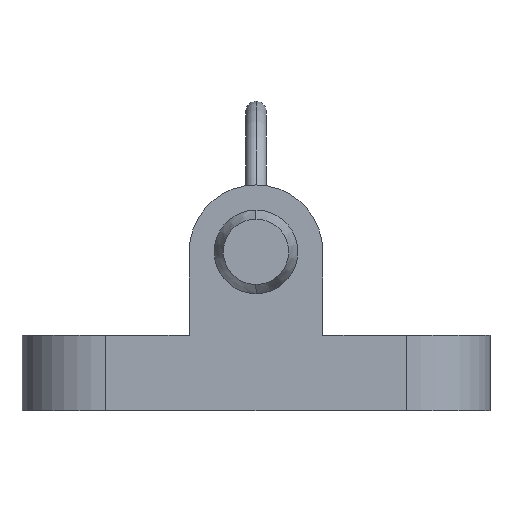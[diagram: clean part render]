
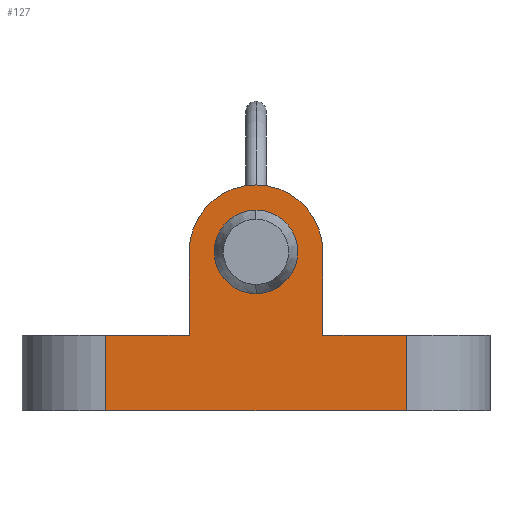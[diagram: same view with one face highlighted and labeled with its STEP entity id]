
A CAD part, left-side view. The second image highlights one B-rep face of the part: STEP entity #127.
In plain terms, the highlighted planar face has unit normal (-1, 0, 0).
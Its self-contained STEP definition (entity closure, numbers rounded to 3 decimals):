
#127=ADVANCED_FACE('',(#276,#277),#278,.T.);
#276=FACE_BOUND('',#460,.T.);
#277=FACE_OUTER_BOUND('',#461,.T.);
#278=PLANE('',#462);
#460=EDGE_LOOP('',(#726,#727));
#461=EDGE_LOOP('',(#728,#729,#730,#731,#732,#733,#734,#735,#736));
#462=AXIS2_PLACEMENT_3D('',#737,#738,#739);
#726=ORIENTED_EDGE('',*,*,#1088,.T.);
#727=ORIENTED_EDGE('',*,*,#1078,.T.);
#728=ORIENTED_EDGE('',*,*,#1104,.T.);
#729=ORIENTED_EDGE('',*,*,#1095,.F.);
#730=ORIENTED_EDGE('',*,*,#1101,.T.);
#731=ORIENTED_EDGE('',*,*,#1073,.T.);
#732=ORIENTED_EDGE('',*,*,#1098,.T.);
#733=ORIENTED_EDGE('',*,*,#1119,.T.);
#734=ORIENTED_EDGE('',*,*,#1126,.F.);
#735=ORIENTED_EDGE('',*,*,#1127,.F.);
#736=ORIENTED_EDGE('',*,*,#1128,.T.);
#737=CARTESIAN_POINT('',(0.,0.0,-9.5));
#738=DIRECTION('',(-1.0,0.,0.0));
#739=DIRECTION('',(0.,-1.0,-0.0));
#1073=EDGE_CURVE('',#1279,#1283,#1285,.T.);
#1078=EDGE_CURVE('',#1288,#1292,#1294,.T.);
#1088=EDGE_CURVE('',#1292,#1288,#1308,.T.);
#1095=EDGE_CURVE('',#1317,#1313,#1319,.T.);
#1098=EDGE_CURVE('',#1283,#1321,#1324,.T.);
#1101=EDGE_CURVE('',#1317,#1279,#1327,.T.);
#1104=EDGE_CURVE('',#1330,#1313,#1331,.T.);
#1119=EDGE_CURVE('',#1321,#1353,#1355,.T.);
#1126=EDGE_CURVE('',#1364,#1353,#1365,.T.);
#1127=EDGE_CURVE('',#1366,#1364,#1367,.T.);
#1128=EDGE_CURVE('',#1366,#1330,#1368,.T.);
#1279=VERTEX_POINT('',#1561);
#1283=VERTEX_POINT('',#1566);
#1285=CIRCLE('',#1569,4.0);
#1288=VERTEX_POINT('',#1572);
#1292=VERTEX_POINT('',#1577);
#1294=CIRCLE('',#1580,2.5);
#1308=CIRCLE('',#1596,2.5);
#1313=VERTEX_POINT('',#1601);
#1317=VERTEX_POINT('',#1607);
#1319=LINE('',#1610,#1611);
#1321=VERTEX_POINT('',#1613);
#1324=LINE('',#1617,#1618);
#1327=CIRCLE('',#1622,4.0);
#1330=VERTEX_POINT('',#1625);
#1331=LINE('',#1626,#1627);
#1353=VERTEX_POINT('',#1655);
#1355=LINE('',#1657,#1658);
#1364=VERTEX_POINT('',#1669);
#1365=LINE('',#1670,#1671);
#1366=VERTEX_POINT('',#1672);
#1367=LINE('',#1673,#1674);
#1368=LINE('',#1675,#1676);
#1561=CARTESIAN_POINT('',(0.0,0.,4.0));
#1566=CARTESIAN_POINT('',(0.0,4.0,0.0));
#1569=AXIS2_PLACEMENT_3D('',#1983,#1984,#1985);
#1572=CARTESIAN_POINT('',(0.,0.,-2.5));
#1577=CARTESIAN_POINT('',(0.,0.,2.5));
#1580=AXIS2_PLACEMENT_3D('',#1991,#1992,#1993);
#1596=AXIS2_PLACEMENT_3D('',#2008,#2009,#2010);
#1601=CARTESIAN_POINT('',(0.,-4.0,-5.0));
#1607=CARTESIAN_POINT('',(0.0,-4.0,0.0));
#1610=CARTESIAN_POINT('',(0.0,-4.0,-4.75));
#1611=VECTOR('',#2017,1.0);
#1613=CARTESIAN_POINT('',(0.,4.0,-5.0));
#1617=CARTESIAN_POINT('',(0.0,4.0,-4.75));
#1618=VECTOR('',#2019,1.0);
#1622=AXIS2_PLACEMENT_3D('',#2021,#2022,#2023);
#1625=CARTESIAN_POINT('',(0.,-9.0,-5.0));
#1626=CARTESIAN_POINT('',(0.,-9.0,-5.0));
#1627=VECTOR('',#2027,1.0);
#1655=CARTESIAN_POINT('',(0.0,9.0,-5.0));
#1657=CARTESIAN_POINT('',(0.,-9.0,-5.0));
#1658=VECTOR('',#2055,1.0);
#1669=CARTESIAN_POINT('',(0.0,9.0,-9.5));
#1670=CARTESIAN_POINT('',(0.0,9.0,-9.5));
#1671=VECTOR('',#2067,1.0);
#1672=CARTESIAN_POINT('',(0.,-9.0,-9.5));
#1673=CARTESIAN_POINT('',(0.,-9.0,-9.5));
#1674=VECTOR('',#2068,1.0);
#1675=CARTESIAN_POINT('',(0.,-9.0,-9.5));
#1676=VECTOR('',#2069,1.0);
#1983=CARTESIAN_POINT('',(0.0,0.0,0.0));
#1984=DIRECTION('',(-1.0,0.0,0.0));
#1985=DIRECTION('',(0.0,0.0,-1.0));
#1991=CARTESIAN_POINT('',(0.0,0.0,0.0));
#1992=DIRECTION('',(1.0,0.,0.0));
#1993=DIRECTION('',(0.0,0.0,-1.0));
#2008=CARTESIAN_POINT('',(0.0,0.0,0.0));
#2009=DIRECTION('',(1.0,0.,0.0));
#2010=DIRECTION('',(0.0,0.0,-1.0));
#2017=DIRECTION('',(0.0,0.0,-1.0));
#2019=DIRECTION('',(0.0,0.0,-1.0));
#2021=CARTESIAN_POINT('',(0.0,0.0,0.0));
#2022=DIRECTION('',(-1.0,0.0,0.0));
#2023=DIRECTION('',(0.0,0.0,-1.0));
#2027=DIRECTION('',(0.,1.0,0.0));
#2055=DIRECTION('',(0.,1.0,0.0));
#2067=DIRECTION('',(0.0,0.0,1.0));
#2068=DIRECTION('',(0.,1.0,0.0));
#2069=DIRECTION('',(0.0,0.0,1.0));
